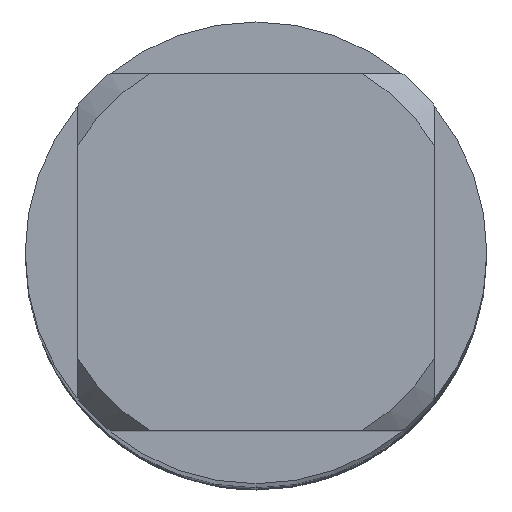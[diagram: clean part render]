
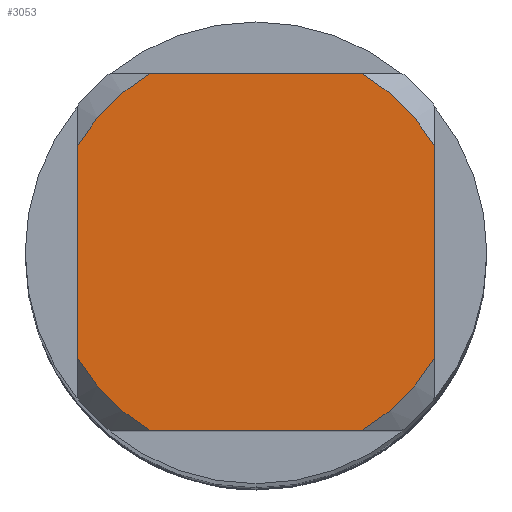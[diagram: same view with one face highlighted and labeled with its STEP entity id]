
A CAD part, top view. The second image highlights one B-rep face of the part: STEP entity #3053.
In plain terms, the highlighted planar face has unit normal (0, 0, 1).
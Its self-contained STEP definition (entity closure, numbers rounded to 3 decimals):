
#1595=EDGE_CURVE('',#3761,#4397,#4647,.T.);
#1715=VERTEX_POINT('',#4781);
#1869=EDGE_CURVE('',#1715,#4397,#4950,.T.);
#1891=VERTEX_POINT('',#4974);
#2269=VERTEX_POINT('',#5389);
#2353=VERTEX_POINT('',#5478);
#2407=EDGE_CURVE('',#3761,#1891,#5536,.T.);
#2439=EDGE_CURVE('',#1715,#3319,#5572,.T.);
#2509=EDGE_CURVE('',#3861,#2269,#5647,.T.);
#3053=ADVANCED_FACE('',(#6228),#6229,.T.);
#3089=EDGE_CURVE('',#2353,#2269,#6269,.T.);
#3319=VERTEX_POINT('',#6523);
#3761=VERTEX_POINT('',#7008);
#3861=VERTEX_POINT('',#7117);
#4397=VERTEX_POINT('',#7700);
#4495=EDGE_CURVE('',#2353,#1891,#7810,.T.);
#4549=EDGE_CURVE('',#3861,#3319,#7866,.T.);
#4647=LINE('',#8563,#8564);
#4781=CARTESIAN_POINT('',(-3.1,1.83,0.0));
#4950=CIRCLE('',#9811,3.6);
#4974=CARTESIAN_POINT('',(3.1,1.83,0.0));
#5389=CARTESIAN_POINT('',(1.83,-3.1,0.0));
#5478=CARTESIAN_POINT('',(3.1,-1.83,0.0));
#5536=CIRCLE('',#12226,3.6);
#5572=LINE('',#12306,#12307);
#5647=LINE('',#12886,#12887);
#6228=FACE_OUTER_BOUND('',#14428,.T.);
#6229=PLANE('',#14429);
#6269=CIRCLE('',#14638,3.6);
#6523=CARTESIAN_POINT('',(-3.1,-1.83,0.0));
#7008=CARTESIAN_POINT('',(1.83,3.1,0.0));
#7117=CARTESIAN_POINT('',(-1.83,-3.1,0.0));
#7700=CARTESIAN_POINT('',(-1.83,3.1,0.0));
#7810=LINE('',#20490,#20491);
#7866=CIRCLE('',#20617,3.6);
#8563=CARTESIAN_POINT('',(0.0,3.1,0.0));
#8564=VECTOR('',#20757,1.0);
#9811=AXIS2_PLACEMENT_3D('',#21166,#21167,#21168);
#12226=AXIS2_PLACEMENT_3D('',#21800,#21801,#21802);
#12306=CARTESIAN_POINT('',(-3.1,0.9,0.0));
#12307=VECTOR('',#21847,1.0);
#12886=CARTESIAN_POINT('',(0.0,-3.1,0.0));
#12887=VECTOR('',#21892,1.0);
#14428=EDGE_LOOP('',(#22423,#22424,#22425,#22426,#22427,#22428,#22429,#22430));
#14429=AXIS2_PLACEMENT_3D('',#22431,#22432,#22433);
#14638=AXIS2_PLACEMENT_3D('',#22477,#22478,#22479);
#20490=CARTESIAN_POINT('',(3.1,0.9,0.0));
#20491=VECTOR('',#24130,1.0);
#20617=AXIS2_PLACEMENT_3D('',#24163,#24164,#24165);
#20757=DIRECTION('',(-1.0,0.0,0.0));
#21166=CARTESIAN_POINT('',(0.0,0.0,0.0));
#21167=DIRECTION('',(0.0,0.0,-1.0));
#21168=DIRECTION('',(0.0,1.0,0.0));
#21800=CARTESIAN_POINT('',(0.0,0.0,0.0));
#21801=DIRECTION('',(0.0,0.0,-1.0));
#21802=DIRECTION('',(0.0,1.0,0.0));
#21847=DIRECTION('',(-0.0,-1.0,0.0));
#21892=DIRECTION('',(1.0,0.0,0.0));
#22423=ORIENTED_EDGE('',*,*,#2439,.T.);
#22424=ORIENTED_EDGE('',*,*,#4549,.F.);
#22425=ORIENTED_EDGE('',*,*,#2509,.T.);
#22426=ORIENTED_EDGE('',*,*,#3089,.F.);
#22427=ORIENTED_EDGE('',*,*,#4495,.T.);
#22428=ORIENTED_EDGE('',*,*,#2407,.F.);
#22429=ORIENTED_EDGE('',*,*,#1595,.T.);
#22430=ORIENTED_EDGE('',*,*,#1869,.F.);
#22431=CARTESIAN_POINT('',(0.0,1.8,0.0));
#22432=DIRECTION('',(-0.0,0.0,1.0));
#22433=DIRECTION('',(0.0,-1.0,0.0));
#22477=CARTESIAN_POINT('',(0.0,0.0,0.0));
#22478=DIRECTION('',(0.0,0.0,-1.0));
#22479=DIRECTION('',(0.0,1.0,0.0));
#24130=DIRECTION('',(-0.0,1.0,0.0));
#24163=CARTESIAN_POINT('',(0.0,0.0,0.0));
#24164=DIRECTION('',(0.0,0.0,-1.0));
#24165=DIRECTION('',(0.0,1.0,0.0));
